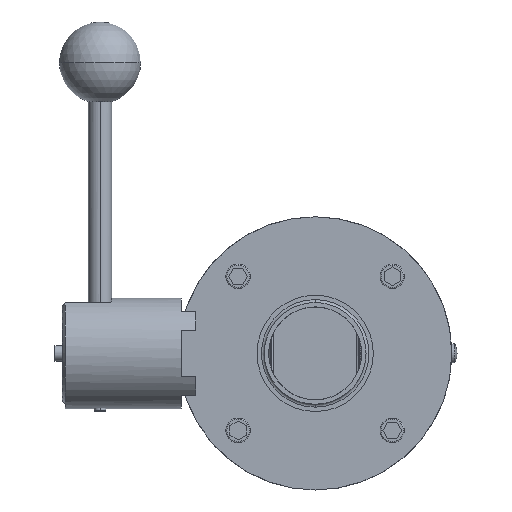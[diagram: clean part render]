
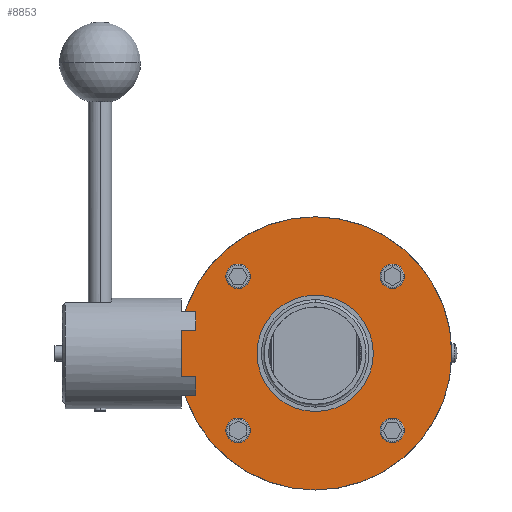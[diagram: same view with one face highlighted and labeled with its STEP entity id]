
A CAD part, left-side view. The second image highlights one B-rep face of the part: STEP entity #8853.
In plain terms, the highlighted planar face has unit normal (-1, 0, 0).
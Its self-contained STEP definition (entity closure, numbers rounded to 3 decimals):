
#11 = EDGE_CURVE ( 'NONE', #7679, #3858, #6612, .T. ) ;
#48 = FACE_BOUND ( 'NONE', #7648, .T. ) ;
#96 = FACE_OUTER_BOUND ( 'NONE', #4200, .T. ) ;
#140 = DIRECTION ( 'NONE',  ( 0., 0., 1. ) ) ;
#154 = CARTESIAN_POINT ( 'NONE',  ( -12.25, 26.517, 26.517 ) ) ;
#179 = CIRCLE ( 'NONE', #2438, 4.2 ) ;
#267 = EDGE_CURVE ( 'NONE', #5075, #3310, #8486, .T. ) ;
#515 = DIRECTION ( 'NONE',  ( 0., 0., -1. ) ) ;
#579 = ORIENTED_EDGE ( 'NONE', *, *, #1150, .F. ) ;
#586 = DIRECTION ( 'NONE',  ( 0., 0., -1. ) ) ;
#589 = VERTEX_POINT ( 'NONE', #7670 ) ;
#607 = EDGE_CURVE ( 'NONE', #3310, #5075, #4329, .T. ) ;
#641 = CIRCLE ( 'NONE', #2644, 20. ) ;
#681 = DIRECTION ( 'NONE',  ( -1., 0., 0. ) ) ;
#808 = ORIENTED_EDGE ( 'NONE', *, *, #4087, .F. ) ;
#941 = VERTEX_POINT ( 'NONE', #2795 ) ;
#1075 = CARTESIAN_POINT ( 'NONE',  ( -12.25, 26.517, 26.517 ) ) ;
#1150 = EDGE_CURVE ( 'NONE', #589, #1473, #179, .T. ) ;
#1180 = CARTESIAN_POINT ( 'NONE',  ( -12.25, -26.517, 30.717 ) ) ;
#1283 = VERTEX_POINT ( 'NONE', #7351 ) ;
#1366 = FACE_BOUND ( 'NONE', #8616, .T. ) ;
#1470 = DIRECTION ( 'NONE',  ( 0., 0., -1. ) ) ;
#1473 = VERTEX_POINT ( 'NONE', #2012 ) ;
#1537 = AXIS2_PLACEMENT_3D ( 'NONE', #3128, #5894, #515 ) ;
#1564 = CARTESIAN_POINT ( 'NONE',  ( -12.25, -26.517, -26.517 ) ) ;
#1629 = AXIS2_PLACEMENT_3D ( 'NONE', #6468, #2381, #5791 ) ;
#1805 = ORIENTED_EDGE ( 'NONE', *, *, #3521, .F. ) ;
#1860 = DIRECTION ( 'NONE',  ( 0., 0., 1. ) ) ;
#1873 = DIRECTION ( 'NONE',  ( 0., 0., 1. ) ) ;
#1885 = AXIS2_PLACEMENT_3D ( 'NONE', #2865, #2242, #4335 ) ;
#1907 = VERTEX_POINT ( 'NONE', #8466 ) ;
#1921 = ORIENTED_EDGE ( 'NONE', *, *, #267, .T. ) ;
#2012 = CARTESIAN_POINT ( 'NONE',  ( -12.25, -26.517, -30.717 ) ) ;
#2042 = CARTESIAN_POINT ( 'NONE',  ( -12.25, 0., 0. ) ) ;
#2044 = EDGE_LOOP ( 'NONE', ( #1805, #808 ) ) ;
#2057 = DIRECTION ( 'NONE',  ( 1., 0., 0. ) ) ;
#2117 = AXIS2_PLACEMENT_3D ( 'NONE', #1075, #7070, #8636 ) ;
#2192 = VERTEX_POINT ( 'NONE', #7350 ) ;
#2242 = DIRECTION ( 'NONE',  ( -1., 0., 0. ) ) ;
#2381 = DIRECTION ( 'NONE',  ( -1., 0., 0. ) ) ;
#2438 = AXIS2_PLACEMENT_3D ( 'NONE', #1564, #3715, #6385 ) ;
#2591 = EDGE_CURVE ( 'NONE', #7988, #1907, #5970, .T. ) ;
#2626 = CARTESIAN_POINT ( 'NONE',  ( -12.25, -26.517, 26.517 ) ) ;
#2644 = AXIS2_PLACEMENT_3D ( 'NONE', #2042, #4778, #1873 ) ;
#2655 = EDGE_LOOP ( 'NONE', ( #6160, #3969 ) ) ;
#2703 = CARTESIAN_POINT ( 'NONE',  ( -12.25, 0., -47. ) ) ;
#2783 = FACE_BOUND ( 'NONE', #2655, .T. ) ;
#2795 = CARTESIAN_POINT ( 'NONE',  ( -12.25, 0., 20. ) ) ;
#2815 = AXIS2_PLACEMENT_3D ( 'NONE', #7011, #3591, #3641 ) ;
#2865 = CARTESIAN_POINT ( 'NONE',  ( -12.25, 0., 0. ) ) ;
#3128 = CARTESIAN_POINT ( 'NONE',  ( -12.25, 26.517, -26.517 ) ) ;
#3215 = ORIENTED_EDGE ( 'NONE', *, *, #7600, .F. ) ;
#3310 = VERTEX_POINT ( 'NONE', #3493 ) ;
#3493 = CARTESIAN_POINT ( 'NONE',  ( -12.25, 0., 47. ) ) ;
#3521 = EDGE_CURVE ( 'NONE', #8389, #2192, #5663, .T. ) ;
#3591 = DIRECTION ( 'NONE',  ( -1., 0., 0. ) ) ;
#3641 = DIRECTION ( 'NONE',  ( 0., 0., -1. ) ) ;
#3657 = EDGE_CURVE ( 'NONE', #1283, #941, #641, .T. ) ;
#3715 = DIRECTION ( 'NONE',  ( -1., 0., 0. ) ) ;
#3780 = AXIS2_PLACEMENT_3D ( 'NONE', #2626, #6125, #7392 ) ;
#3786 = CIRCLE ( 'NONE', #5216, 4.2 ) ;
#3858 = VERTEX_POINT ( 'NONE', #7839 ) ;
#3895 = CIRCLE ( 'NONE', #5193, 20. ) ;
#3969 = ORIENTED_EDGE ( 'NONE', *, *, #4966, .F. ) ;
#4060 = AXIS2_PLACEMENT_3D ( 'NONE', #154, #681, #1470 ) ;
#4087 = EDGE_CURVE ( 'NONE', #2192, #8389, #8255, .T. ) ;
#4200 = EDGE_LOOP ( 'NONE', ( #7890, #1921 ) ) ;
#4210 = FACE_BOUND ( 'NONE', #6601, .T. ) ;
#4329 = CIRCLE ( 'NONE', #1885, 47. ) ;
#4335 = DIRECTION ( 'NONE',  ( 0., 0., 1. ) ) ;
#4601 = AXIS2_PLACEMENT_3D ( 'NONE', #6015, #5890, #1860 ) ;
#4731 = EDGE_CURVE ( 'NONE', #1473, #589, #3786, .T. ) ;
#4778 = DIRECTION ( 'NONE',  ( -1., 0., 0. ) ) ;
#4851 = DIRECTION ( 'NONE',  ( -1., 0., 0. ) ) ;
#4930 = CIRCLE ( 'NONE', #4060, 4.2 ) ;
#4966 = EDGE_CURVE ( 'NONE', #3858, #7679, #7234, .T. ) ;
#5075 = VERTEX_POINT ( 'NONE', #2703 ) ;
#5193 = AXIS2_PLACEMENT_3D ( 'NONE', #5449, #8194, #6943 ) ;
#5216 = AXIS2_PLACEMENT_3D ( 'NONE', #6059, #4851, #586 ) ;
#5347 = ORIENTED_EDGE ( 'NONE', *, *, #2591, .F. ) ;
#5449 = CARTESIAN_POINT ( 'NONE',  ( -12.25, 0., 0. ) ) ;
#5663 = CIRCLE ( 'NONE', #3780, 4.2 ) ;
#5791 = DIRECTION ( 'NONE',  ( 0., 0., -1. ) ) ;
#5890 = DIRECTION ( 'NONE',  ( -1., 0., 0. ) ) ;
#5894 = DIRECTION ( 'NONE',  ( -1., 0., 0. ) ) ;
#5970 = CIRCLE ( 'NONE', #2117, 4.2 ) ;
#6015 = CARTESIAN_POINT ( 'NONE',  ( -12.25, 0., 0. ) ) ;
#6029 = AXIS2_PLACEMENT_3D ( 'NONE', #6957, #2057, #140 ) ;
#6059 = CARTESIAN_POINT ( 'NONE',  ( -12.25, -26.517, -26.517 ) ) ;
#6125 = DIRECTION ( 'NONE',  ( -1., 0., 0. ) ) ;
#6139 = ORIENTED_EDGE ( 'NONE', *, *, #4731, .F. ) ;
#6160 = ORIENTED_EDGE ( 'NONE', *, *, #11, .F. ) ;
#6220 = CARTESIAN_POINT ( 'NONE',  ( -12.25, 26.517, -22.317 ) ) ;
#6258 = CARTESIAN_POINT ( 'NONE',  ( -12.25, 26.517, 30.717 ) ) ;
#6385 = DIRECTION ( 'NONE',  ( 0., 0., -1. ) ) ;
#6468 = CARTESIAN_POINT ( 'NONE',  ( -12.25, 26.517, -26.517 ) ) ;
#6601 = EDGE_LOOP ( 'NONE', ( #3215, #8741 ) ) ;
#6612 = CIRCLE ( 'NONE', #1629, 4.2 ) ;
#6739 = ORIENTED_EDGE ( 'NONE', *, *, #8318, .F. ) ;
#6943 = DIRECTION ( 'NONE',  ( 0., 0., 1. ) ) ;
#6957 = CARTESIAN_POINT ( 'NONE',  ( -12.25, 47., 0. ) ) ;
#6998 = FACE_BOUND ( 'NONE', #2044, .T. ) ;
#7011 = CARTESIAN_POINT ( 'NONE',  ( -12.25, -26.517, 26.517 ) ) ;
#7070 = DIRECTION ( 'NONE',  ( -1., 0., 0. ) ) ;
#7234 = CIRCLE ( 'NONE', #1537, 4.2 ) ;
#7350 = CARTESIAN_POINT ( 'NONE',  ( -12.25, -26.517, 22.317 ) ) ;
#7351 = CARTESIAN_POINT ( 'NONE',  ( -12.25, 0., -20. ) ) ;
#7392 = DIRECTION ( 'NONE',  ( 0., 0., -1. ) ) ;
#7600 = EDGE_CURVE ( 'NONE', #941, #1283, #3895, .T. ) ;
#7648 = EDGE_LOOP ( 'NONE', ( #579, #6139 ) ) ;
#7670 = CARTESIAN_POINT ( 'NONE',  ( -12.25, -26.517, -22.317 ) ) ;
#7679 = VERTEX_POINT ( 'NONE', #6220 ) ;
#7839 = CARTESIAN_POINT ( 'NONE',  ( -12.25, 26.517, -30.717 ) ) ;
#7890 = ORIENTED_EDGE ( 'NONE', *, *, #607, .T. ) ;
#7988 = VERTEX_POINT ( 'NONE', #6258 ) ;
#8194 = DIRECTION ( 'NONE',  ( -1., 0., 0. ) ) ;
#8206 = PLANE ( 'NONE',  #6029 ) ;
#8255 = CIRCLE ( 'NONE', #2815, 4.2 ) ;
#8318 = EDGE_CURVE ( 'NONE', #1907, #7988, #4930, .T. ) ;
#8389 = VERTEX_POINT ( 'NONE', #1180 ) ;
#8466 = CARTESIAN_POINT ( 'NONE',  ( -12.25, 26.517, 22.317 ) ) ;
#8486 = CIRCLE ( 'NONE', #4601, 47. ) ;
#8616 = EDGE_LOOP ( 'NONE', ( #5347, #6739 ) ) ;
#8636 = DIRECTION ( 'NONE',  ( 0., 0., -1. ) ) ;
#8741 = ORIENTED_EDGE ( 'NONE', *, *, #3657, .F. ) ;
#8853 = ADVANCED_FACE ( 'NONE', ( #1366, #6998, #48, #2783, #96, #4210 ), #8206, .F. ) ;
